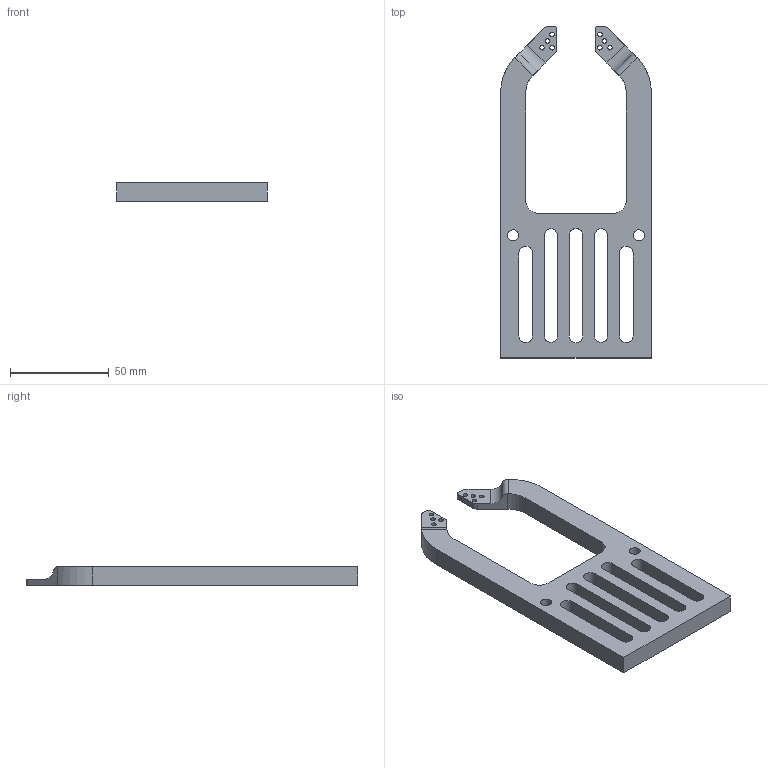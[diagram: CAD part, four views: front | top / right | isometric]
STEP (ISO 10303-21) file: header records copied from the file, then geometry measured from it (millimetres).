
FILE_DESCRIPTION(/* description */ (''),/* implementation_level */ '2;1');
FILE_NAME(/* name */ 'twoSidedHeadplateHolder_NP_v02.stp',/* time_stamp */ '2021-08-23T11:59:15-04:00',/* author */ ('Noah'),/* organization */ (''),/* preprocessor_version */ 'ST-DEVELOPER v18.1',/* originating_system */ 'Autodesk Inventor 2022',/* authorisation */ '');
FILE_SCHEMA (('AUTOMOTIVE_DESIGN { 1 0 10303 214 3 1 1 }'));
Length unit declared in the file: inch
Products named in the file (1): twoSidedHeadplateHolder_NP_v02
Bounding box: 76.2 x 167.8 x 9.53 mm (x, y, z)
Volume: 56510.8 mm3; surface area: 24437.5 mm2
Topology: 1 solids, 1 shells, 64 faces, 186 edges, 124 vertices
Faces by surface type: cylinder 36, plane 28
Full cylindrical faces by diameter (mm): 2.261 x8, 5.588 x2
Entity records: 2251 total; most frequent: CARTESIAN_POINT 387, DIRECTION 384, ORIENTED_EDGE 372, EDGE_CURVE 186, AXIS2_PLACEMENT_3D 137, VERTEX_POINT 124, LINE 110, VECTOR 110
